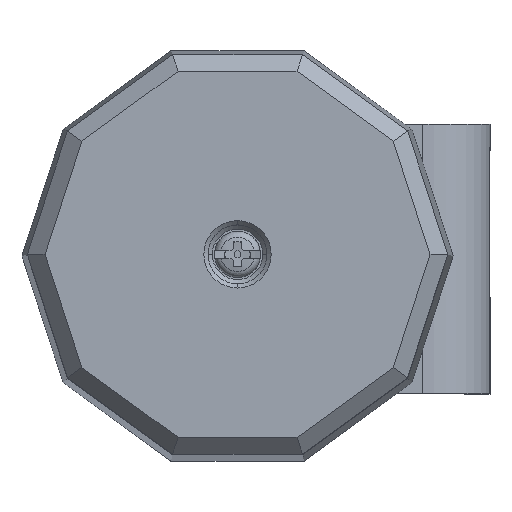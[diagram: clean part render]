
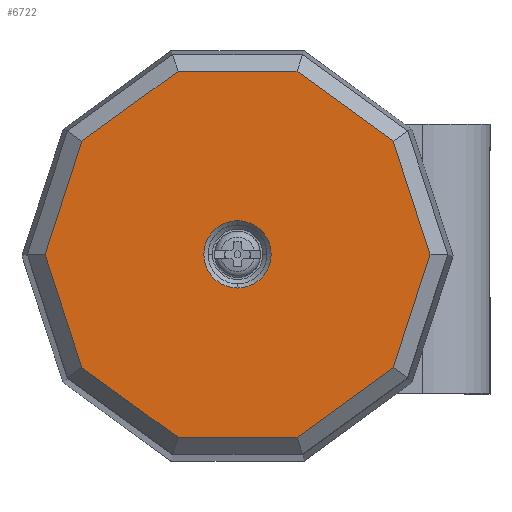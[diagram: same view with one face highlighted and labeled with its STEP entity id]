
A CAD part, top view. The second image highlights one B-rep face of the part: STEP entity #6722.
In plain terms, the highlighted planar face has unit normal (0, 0, 1).
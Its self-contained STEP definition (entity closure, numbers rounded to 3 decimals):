
#5954=CARTESIAN_POINT('',(0.,-4.,320.));
#5955=VERTEX_POINT('',#5954);
#5964=CARTESIAN_POINT('',(0.,4.,320.));
#5965=VERTEX_POINT('',#5964);
#5966=CARTESIAN_POINT('',(0.,0.,320.));
#5967=DIRECTION('',(0.0,0.0,1.0));
#5968=DIRECTION('',(0.0,-1.0,0.0));
#5969=AXIS2_PLACEMENT_3D('',#5966,#5967,#5968);
#5970=CIRCLE('',#5969,4.0);
#5971=EDGE_CURVE('',#5955,#5965,#5970,.T.);
#6460=CARTESIAN_POINT('',(-7.067,-21.75,320.));
#6461=VERTEX_POINT('',#6460);
#6462=CARTESIAN_POINT('',(-18.502,-13.442,320.));
#6463=VERTEX_POINT('',#6462);
#6464=CARTESIAN_POINT('',(-7.067,-21.75,320.));
#6465=DIRECTION('',(-0.809,0.588,0.0));
#6466=VECTOR('',#6465,14.134);
#6467=LINE('',#6464,#6466);
#6468=EDGE_CURVE('',#6461,#6463,#6467,.T.);
#6491=CARTESIAN_POINT('',(-22.869,0.,320.));
#6492=VERTEX_POINT('',#6491);
#6493=CARTESIAN_POINT('',(-18.502,-13.442,320.));
#6494=DIRECTION('',(-0.309,0.951,0.0));
#6495=VECTOR('',#6494,14.134);
#6496=LINE('',#6493,#6495);
#6497=EDGE_CURVE('',#6463,#6492,#6496,.T.);
#6515=CARTESIAN_POINT('',(-18.502,13.442,320.));
#6516=VERTEX_POINT('',#6515);
#6517=CARTESIAN_POINT('',(-22.869,0.,320.));
#6518=DIRECTION('',(0.309,0.951,0.0));
#6519=VECTOR('',#6518,14.134);
#6520=LINE('',#6517,#6519);
#6521=EDGE_CURVE('',#6492,#6516,#6520,.T.);
#6539=CARTESIAN_POINT('',(-7.067,21.75,320.));
#6540=VERTEX_POINT('',#6539);
#6541=CARTESIAN_POINT('',(-18.502,13.442,320.));
#6542=DIRECTION('',(0.809,0.588,0.0));
#6543=VECTOR('',#6542,14.134);
#6544=LINE('',#6541,#6543);
#6545=EDGE_CURVE('',#6516,#6540,#6544,.T.);
#6563=CARTESIAN_POINT('',(7.067,21.75,320.));
#6564=VERTEX_POINT('',#6563);
#6565=CARTESIAN_POINT('',(-7.067,21.75,320.));
#6566=DIRECTION('',(1.0,0.0,0.0));
#6567=VECTOR('',#6566,14.134);
#6568=LINE('',#6565,#6567);
#6569=EDGE_CURVE('',#6540,#6564,#6568,.T.);
#6587=CARTESIAN_POINT('',(18.502,13.442,320.));
#6588=VERTEX_POINT('',#6587);
#6589=CARTESIAN_POINT('',(7.067,21.75,320.));
#6590=DIRECTION('',(0.809,-0.588,0.0));
#6591=VECTOR('',#6590,14.134);
#6592=LINE('',#6589,#6591);
#6593=EDGE_CURVE('',#6564,#6588,#6592,.T.);
#6611=CARTESIAN_POINT('',(22.869,0.,320.));
#6612=VERTEX_POINT('',#6611);
#6613=CARTESIAN_POINT('',(18.502,13.442,320.));
#6614=DIRECTION('',(0.309,-0.951,0.0));
#6615=VECTOR('',#6614,14.134);
#6616=LINE('',#6613,#6615);
#6617=EDGE_CURVE('',#6588,#6612,#6616,.T.);
#6635=CARTESIAN_POINT('',(18.502,-13.442,320.));
#6636=VERTEX_POINT('',#6635);
#6637=CARTESIAN_POINT('',(22.869,0.,320.));
#6638=DIRECTION('',(-0.309,-0.951,0.0));
#6639=VECTOR('',#6638,14.134);
#6640=LINE('',#6637,#6639);
#6641=EDGE_CURVE('',#6612,#6636,#6640,.T.);
#6659=CARTESIAN_POINT('',(7.067,-21.75,320.));
#6660=VERTEX_POINT('',#6659);
#6661=CARTESIAN_POINT('',(18.502,-13.442,320.));
#6662=DIRECTION('',(-0.809,-0.588,0.0));
#6663=VECTOR('',#6662,14.134);
#6664=LINE('',#6661,#6663);
#6665=EDGE_CURVE('',#6636,#6660,#6664,.T.);
#6683=CARTESIAN_POINT('',(7.067,-21.75,320.));
#6684=DIRECTION('',(-1.0,0.0,0.0));
#6685=VECTOR('',#6684,14.134);
#6686=LINE('',#6683,#6685);
#6687=EDGE_CURVE('',#6660,#6461,#6686,.T.);
#6695=CARTESIAN_POINT('',(-25.156,-23.925,320.));
#6696=DIRECTION('',(0.0,0.0,1.0));
#6697=DIRECTION('',(1.0,0.0,0.0));
#6698=AXIS2_PLACEMENT_3D('',#6695,#6696,#6697);
#6699=PLANE('',#6698);
#6700=ORIENTED_EDGE('',*,*,#6468,.F.);
#6701=ORIENTED_EDGE('',*,*,#6687,.F.);
#6702=ORIENTED_EDGE('',*,*,#6665,.F.);
#6703=ORIENTED_EDGE('',*,*,#6641,.F.);
#6704=ORIENTED_EDGE('',*,*,#6617,.F.);
#6705=ORIENTED_EDGE('',*,*,#6593,.F.);
#6706=ORIENTED_EDGE('',*,*,#6569,.F.);
#6707=ORIENTED_EDGE('',*,*,#6545,.F.);
#6708=ORIENTED_EDGE('',*,*,#6521,.F.);
#6709=ORIENTED_EDGE('',*,*,#6497,.F.);
#6710=EDGE_LOOP('',(#6700,#6701,#6702,#6703,#6704,#6705,#6706,#6707,#6708,#6709));
#6711=FACE_OUTER_BOUND('',#6710,.T.);
#6712=CARTESIAN_POINT('',(0.,0.,320.));
#6713=DIRECTION('',(0.0,0.0,1.0));
#6714=DIRECTION('',(0.0,-1.0,0.0));
#6715=AXIS2_PLACEMENT_3D('',#6712,#6713,#6714);
#6716=CIRCLE('',#6715,4.0);
#6717=EDGE_CURVE('',#5965,#5955,#6716,.T.);
#6718=ORIENTED_EDGE('',*,*,#6717,.F.);
#6719=ORIENTED_EDGE('',*,*,#5971,.F.);
#6720=EDGE_LOOP('',(#6718,#6719));
#6721=FACE_BOUND('',#6720,.T.);
#6722=ADVANCED_FACE('',(#6711,#6721),#6699,.T.);
